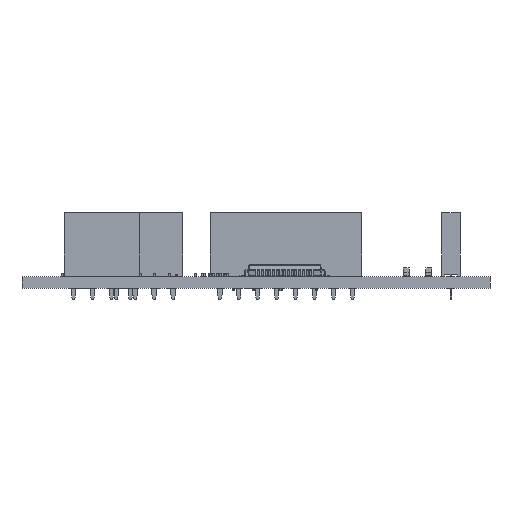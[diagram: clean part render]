
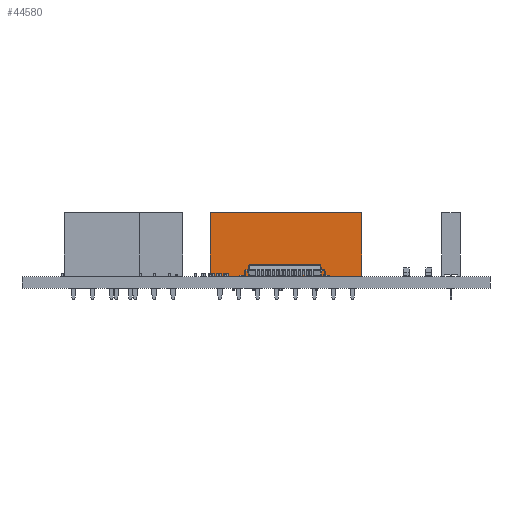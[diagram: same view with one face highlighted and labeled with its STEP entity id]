
A CAD part, front view. The second image highlights one B-rep face of the part: STEP entity #44580.
In plain terms, the highlighted face is planar.
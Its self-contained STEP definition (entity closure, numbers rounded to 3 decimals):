
#44580 = ADVANCED_FACE('',(#44581),#44615,.F.);
#44581 = FACE_BOUND('',#44582,.F.);
#44582 = EDGE_LOOP('',(#44583,#44593,#44601,#44609));
#44583 = ORIENTED_EDGE('',*,*,#44584,.T.);
#44584 = EDGE_CURVE('',#44585,#44587,#44589,.T.);
#44585 = VERTEX_POINT('',#44586);
#44586 = CARTESIAN_POINT('',(1.27,-19.05,0.));
#44587 = VERTEX_POINT('',#44588);
#44588 = CARTESIAN_POINT('',(1.27,-19.05,8.5));
#44589 = LINE('',#44590,#44591);
#44590 = CARTESIAN_POINT('',(1.27,-19.05,0.));
#44591 = VECTOR('',#44592,1.);
#44592 = DIRECTION('',(0.,0.,1.));
#44593 = ORIENTED_EDGE('',*,*,#44594,.T.);
#44594 = EDGE_CURVE('',#44587,#44595,#44597,.T.);
#44595 = VERTEX_POINT('',#44596);
#44596 = CARTESIAN_POINT('',(1.27,1.27,8.5));
#44597 = LINE('',#44598,#44599);
#44598 = CARTESIAN_POINT('',(1.27,-19.05,8.5));
#44599 = VECTOR('',#44600,1.);
#44600 = DIRECTION('',(0.,1.,0.));
#44601 = ORIENTED_EDGE('',*,*,#44602,.F.);
#44602 = EDGE_CURVE('',#44603,#44595,#44605,.T.);
#44603 = VERTEX_POINT('',#44604);
#44604 = CARTESIAN_POINT('',(1.27,1.27,0.));
#44605 = LINE('',#44606,#44607);
#44606 = CARTESIAN_POINT('',(1.27,1.27,0.));
#44607 = VECTOR('',#44608,1.);
#44608 = DIRECTION('',(0.,0.,1.));
#44609 = ORIENTED_EDGE('',*,*,#44610,.F.);
#44610 = EDGE_CURVE('',#44585,#44603,#44611,.T.);
#44611 = LINE('',#44612,#44613);
#44612 = CARTESIAN_POINT('',(1.27,-19.05,0.));
#44613 = VECTOR('',#44614,1.);
#44614 = DIRECTION('',(0.,1.,0.));
#44615 = PLANE('',#44616);
#44616 = AXIS2_PLACEMENT_3D('',#44617,#44618,#44619);
#44617 = CARTESIAN_POINT('',(1.27,-19.05,0.));
#44618 = DIRECTION('',(-1.,0.,0.));
#44619 = DIRECTION('',(0.,1.,0.));
